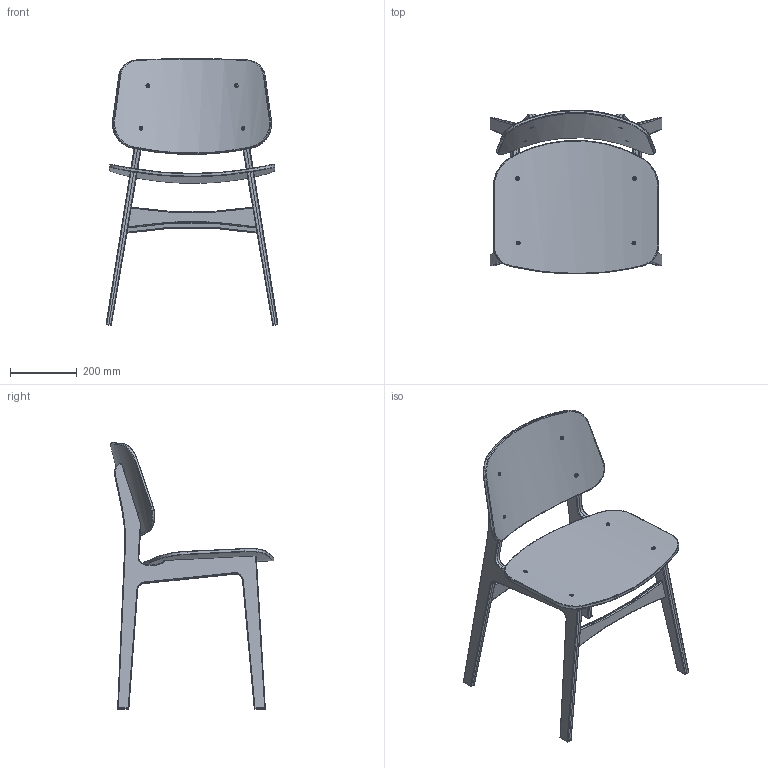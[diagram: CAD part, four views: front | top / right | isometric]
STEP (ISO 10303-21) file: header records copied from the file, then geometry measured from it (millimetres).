
FILE_DESCRIPTION(('FreeCAD Model'),'2;1');
FILE_NAME('Open CASCADE Shape Model','2022-04-21T22:55:38',('Author'),( ''),'Open CASCADE STEP processor 7.5','FreeCAD','Unknown');
FILE_SCHEMA(('AUTOMOTIVE_DESIGN { 1 0 10303 214 1 1 1 1 }'));
Length unit declared in the file: millimetre
Products named in the file (8): Chair; Leg; Leg mirror; Back; Seat; Cross member front; Cross member back; M6x8-Screw
Assembly tree (14 placements, depth 2):
  Chair
    Leg
    Leg mirror
    Back
    Seat
    Cross member front
    Cross member back
    M6x8-Screw  x8
Bounding box: 513.25 x 489.53 x 797.52 mm (x, y, z)
Volume: 5951404.2 mm3; surface area: 1094094.5 mm2
Topology: 14 solids, 14 shells, 471 faces, 1139 edges, 680 vertices
Faces by surface type: plane 204, bspline 139, cylinder 56, cone 48, sphere 16, revolution 8
Full cylindrical faces by diameter (mm): 6 x8, 11.2 x8
Entity records: 41948 total; most frequent: CARTESIAN_POINT 31056, DIRECTION 1455, ORIENTED_EDGE 1250, PCURVE 1250, DEFINITIONAL_REPRESENTATION 1250, LINE 884, VECTOR 884, B_SPLINE_CURVE_WITH_KNOTS 631
